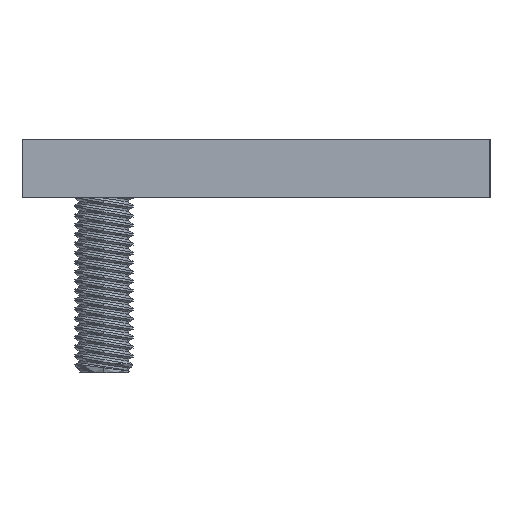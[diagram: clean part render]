
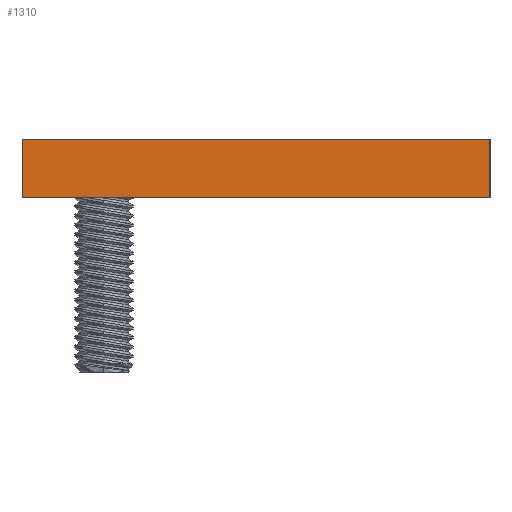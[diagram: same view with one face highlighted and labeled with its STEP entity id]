
A CAD part, left-side view. The second image highlights one B-rep face of the part: STEP entity #1310.
In plain terms, the highlighted face is planar.
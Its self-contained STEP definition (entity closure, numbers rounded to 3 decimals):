
#660=CARTESIAN_POINT('',(-72.,-23.706,-518.5));
#670=DIRECTION('',(-1.,0.,0.));
#680=VECTOR('',#670,1.);
#690=LINE('',#660,#680);
#700=CARTESIAN_POINT('',(-70.,-23.706,-518.5));
#710=VERTEX_POINT('',#700);
#720=CARTESIAN_POINT('',(-110.,-23.706,-518.5));
#730=VERTEX_POINT('',#720);
#740=EDGE_CURVE('',#710,#730,#690,.T.);
#1010=CARTESIAN_POINT('',(-51.274,-24.206,
-518.5));
#1020=DIRECTION('',(0.,0.,1.));
#1030=DIRECTION('',(-1.,0.,0.));
#1040=AXIS2_PLACEMENT_3D('',#1010,#1020,#1030);
#1050=PLANE('',#1040);
#1060=CARTESIAN_POINT('',(-72.,-18.706,-518.5));
#1070=DIRECTION('',(1.,0.,0.));
#1080=VECTOR('',#1070,1.);
#1090=LINE('',#1060,#1080);
#1100=CARTESIAN_POINT('',(-110.,-18.706,-518.5));
#1110=VERTEX_POINT('',#1100);
#1120=CARTESIAN_POINT('',(-70.,-18.706,-518.5));
#1130=VERTEX_POINT('',#1120);
#1140=EDGE_CURVE('',#1110,#1130,#1090,.T.);
#1150=ORIENTED_EDGE('',*,*,#1140,.T.);
#1160=CARTESIAN_POINT('',(-110.,-42.927,-518.5));
#1170=DIRECTION('',(0.,-1.,0.));
#1180=VECTOR('',#1170,1.);
#1190=LINE('',#1160,#1180);
#1200=EDGE_CURVE('',#1110,#730,#1190,.T.);
#1210=ORIENTED_EDGE('',*,*,#1200,.F.);
#1220=ORIENTED_EDGE('',*,*,#740,.T.);
#1230=CARTESIAN_POINT('',(-70.,-42.927,-518.5));
#1240=DIRECTION('',(0.,-1.,0.));
#1250=VECTOR('',#1240,1.);
#1260=LINE('',#1230,#1250);
#1270=EDGE_CURVE('',#1130,#710,#1260,.T.);
#1280=ORIENTED_EDGE('',*,*,#1270,.T.);
#1290=EDGE_LOOP('',(#1280,#1220,#1210,#1150));
#1300=FACE_OUTER_BOUND('',#1290,.T.);
#1310=ADVANCED_FACE('',(#1300),#1050,.F.);
